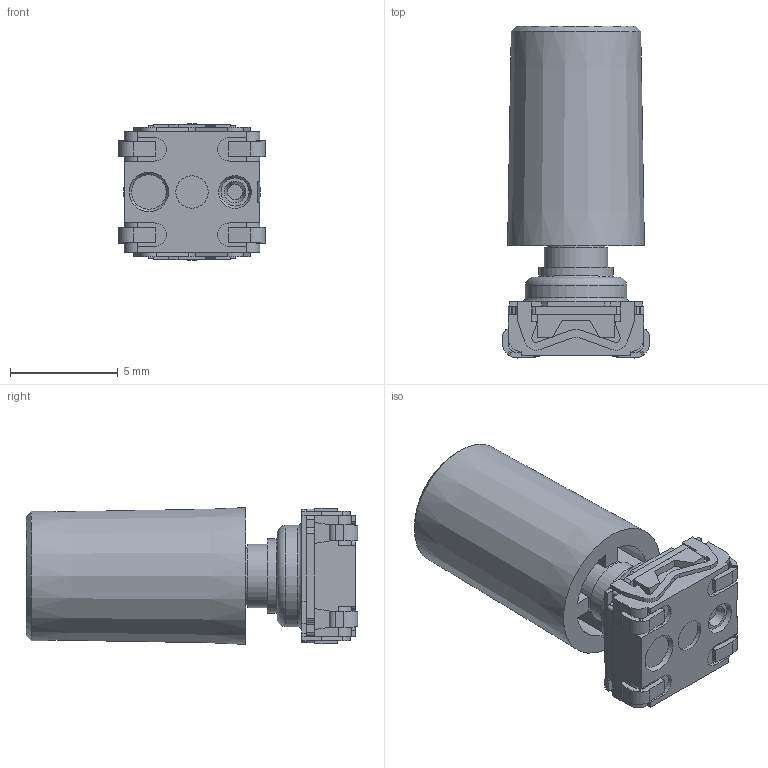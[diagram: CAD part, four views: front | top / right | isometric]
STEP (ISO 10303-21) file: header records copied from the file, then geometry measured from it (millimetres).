
FILE_DESCRIPTION(/* description */ (''),/* implementation_level */ '2;1');
FILE_NAME(/* name */ 'BTNKSC990 + Cap.step',/* time_stamp */ '2021-09-01T22:11:03-03:00',/* author */ (''),/* organization */ (''),/* preprocessor_version */ 'ST-DEVELOPER v18.1',/* originating_system */ 'Autodesk Translation Framework v10.10.0.1391',/* authorisation */ '');
FILE_SCHEMA (('AUTOMOTIVE_DESIGN { 1 0 10303 214 3 1 1 }'));
Length unit declared in the file: millimetre
Products named in the file (6): BTNKSC990 + Cap; KSC941JLFS; _KSC9_body; _KSC9_button; _KSC9_cover; _KSC91J_pin
Assembly tree (8 placements, depth 3):
  BTNKSC990 + Cap
    KSC941JLFS
      _KSC9_body
      _KSC9_button
      _KSC9_cover
      _KSC91J_pin  x4
Bounding box: 6.8 x 15.4 x 6.35 mm (x, y, z)
Volume: 407.9 mm3; surface area: 700.7 mm2
Topology: 8 solids, 8 shells, 313 faces, 854 edges, 566 vertices
Faces by surface type: plane 224, cylinder 75, cone 9, torus 5
Full cylindrical faces by diameter (mm): 1.5 x1, 2.65 x1, 2.95 x1, 2.968 x1, 3.04 x1, 3.44 x1, 4.7 x1
Entity records: 8660 total; most frequent: CARTESIAN_POINT 1500, ORIENTED_EDGE 1420, DIRECTION 1379, EDGE_CURVE 710, LINE 571, VECTOR 571, VERTEX_POINT 470, AXIS2_PLACEMENT_3D 404
